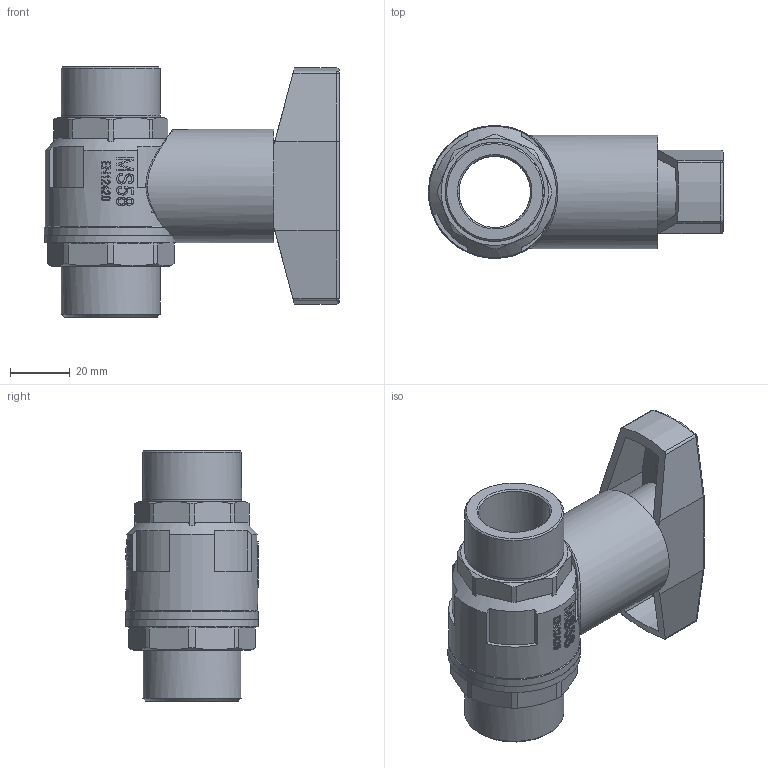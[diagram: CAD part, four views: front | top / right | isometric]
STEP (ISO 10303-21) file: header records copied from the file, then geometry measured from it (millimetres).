
FILE_DESCRIPTION(/* description */ ('Unknown'),/* implementation_level */ '2;1');
FILE_NAME(/* name */ '687-06',/* time_stamp */ '2022-06-15T12:47:35+02:00',/* author */ ('Unknown'),/* organization */ ('Unknown'),/* preprocessor_version */ 'ST-DEVELOPER v16.7',/* originating_system */ 'Solid Edge',/* authorisation */ 'Unknown');
FILE_SCHEMA (('AUTOMOTIVE_DESIGN {1 0 10303 214 3 1 1}'));
Length unit declared in the file: millimetre
Products named in the file (13): 687-06; 620-06; 600-06_Spindel; 600-06_Stopfbuchse; 610-06_Einschraubteil; 620-06_Körper; 94000685-06; 01; TXINGSHOUBING; TONGXINZI; VT0801431006-1; VT09019303
Assembly tree (12 placements, depth 4):
  687-06
    620-06
      600-06_Spindel
        600-06_Stopfbuchse
        600-06_Spindel
      610-06_Einschraubteil
      620-06_Körper
    94000685-06
      01
      TXINGSHOUBING
      TONGXINZI
      VT0801431006-1
      VT09019303
Bounding box: 99.05 x 44.5 x 84 mm (x, y, z)
Volume: 94098 mm3; surface area: 57122 mm2
Topology: 9 solids, 9 shells, 1251 faces, 3455 edges, 2284 vertices
Faces by surface type: plane 1076, cylinder 128, cone 35, torus 6, sphere 4, bspline 2
Full cylindrical faces by diameter (mm): 1.5 x1, 3.4 x2, 5.4 x4, 8.9 x1, 12 x2, 12.1 x1, 12.5 x1, 13 x1, 14 x1, 14.5 x1, 16 x1, 16.5 x1, 18 x1, 18.1 x1, 21 x1, 22.5 x1, 24 x2, 28 x1, 31 x4, 33.249 x2, 33.26 x1, 34 x1, 38 x1, 38.5 x1, 40 x1, 40.5 x1, 44 x1, 44.5 x2
Entity records: 51359 total; most frequent: CARTESIAN_POINT 10194, DIRECTION 7701, ORIENTED_EDGE 6746, EDGE_CURVE 3373, AXIS2_PLACEMENT_3D 3146, VERTEX_POINT 2263, ELLIPSE 1511, LINE 1409
